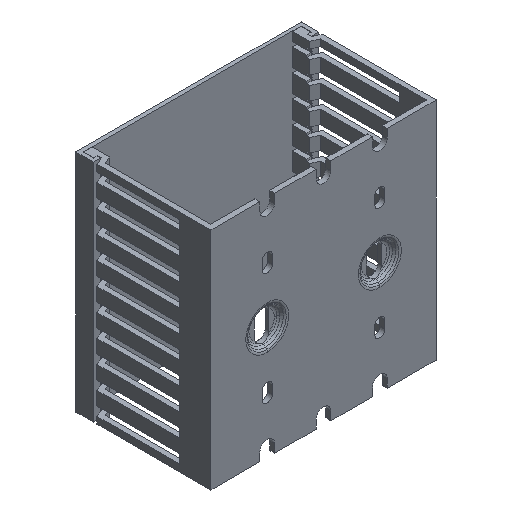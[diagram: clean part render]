
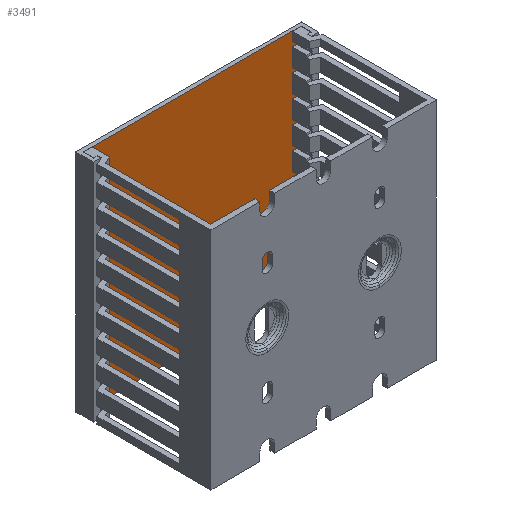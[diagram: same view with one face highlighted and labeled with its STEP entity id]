
A CAD part, isometric view. The second image highlights one B-rep face of the part: STEP entity #3491.
In plain terms, the highlighted planar face has unit normal (0, -1, 0).
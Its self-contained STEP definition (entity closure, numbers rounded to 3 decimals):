
#2888=DIRECTION('',(0.,0.,-1.));
#2889=VECTOR('',#2888,100.);
#2890=CARTESIAN_POINT('',(48.4,6.2,1000.));
#2891=LINE('',#2890,#2889);
#3112=DIRECTION('',(1.,0.,0.));
#3113=VECTOR('',#3112,96.8);
#3114=CARTESIAN_POINT('',(-48.4,6.2,900.));
#3115=LINE('',#3114,#3113);
#3119=DIRECTION('',(0.,0.,-1.));
#3120=VECTOR('',#3119,100.);
#3121=CARTESIAN_POINT('',(-48.4,6.2,1000.));
#3122=LINE('',#3121,#3120);
#3126=DIRECTION('',(-1.,0.,0.));
#3127=VECTOR('',#3126,96.8);
#3128=CARTESIAN_POINT('',(48.4,6.2,1000.));
#3129=LINE('',#3128,#3127);
#3134=CARTESIAN_POINT('',(48.4,6.2,1000.));
#3136=VERTEX_POINT('',#3134);
#3139=CARTESIAN_POINT('',(-48.4,6.2,1000.));
#3141=VERTEX_POINT('',#3139);
#3158=CARTESIAN_POINT('',(48.4,6.2,900.));
#3160=VERTEX_POINT('',#3158);
#3163=CARTESIAN_POINT('',(-48.4,6.2,900.));
#3164=VERTEX_POINT('',#3163);
#3480=CARTESIAN_POINT('',(-48.4,6.2,-1000.));
#3481=DIRECTION('',(0.,1.,0.));
#3482=DIRECTION('',(0.,0.,1.));
#3483=AXIS2_PLACEMENT_3D('',#3480,#3481,#3482);
#3484=PLANE('',#3483);
#3485=ORIENTED_EDGE('',*,*,#3230,.F.);
#3486=ORIENTED_EDGE('',*,*,#3309,.F.);
#3487=ORIENTED_EDGE('',*,*,#3288,.F.);
#3488=ORIENTED_EDGE('',*,*,#3188,.T.);
#3489=EDGE_LOOP('',(#3485,#3486,#3487,#3488));
#3490=FACE_OUTER_BOUND('',#3489,.F.);
#3188=EDGE_CURVE('',#3136,#3160,#2891,.T.);
#3230=EDGE_CURVE('',#3164,#3160,#3115,.T.);
#3288=EDGE_CURVE('',#3136,#3141,#3129,.T.);
#3309=EDGE_CURVE('',#3141,#3164,#3122,.T.);
#3491=ADVANCED_FACE('',(#3490),#3484,.F.);
